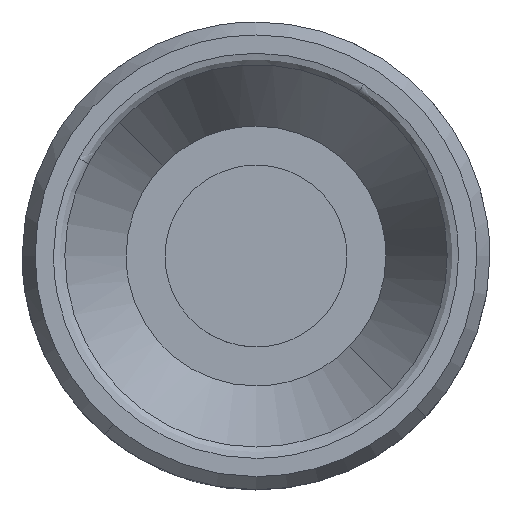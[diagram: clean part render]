
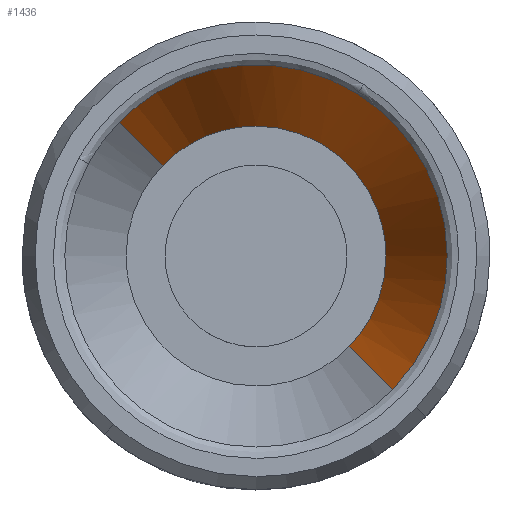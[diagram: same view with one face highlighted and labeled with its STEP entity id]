
A CAD part, top view. The second image highlights one B-rep face of the part: STEP entity #1436.
In plain terms, the highlighted free-form (B-spline) face has degree [2, 1] with [5, 2] control points.
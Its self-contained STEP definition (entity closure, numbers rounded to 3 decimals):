
#1212=CARTESIAN_POINT('',(-3.578,3.492,8.5));
#1213=VERTEX_POINT('',#1212);
#1225=CARTESIAN_POINT('',(-5.265,5.138,12.743));
#1226=VERTEX_POINT('',#1225);
#1227=CARTESIAN_POINT('',(-3.578,3.492,8.5));
#1228=CARTESIAN_POINT('',(-5.265,5.138,12.743));
#1229=QUASI_UNIFORM_CURVE('',1,(#1227,#1228),.UNSPECIFIED.,.F.,.U.);
#1230=EDGE_CURVE('',#1213,#1226,#1229,.T.);
#1274=CARTESIAN_POINT('',(5.265,-5.138,12.743));
#1275=VERTEX_POINT('',#1274);
#1287=CARTESIAN_POINT('',(3.578,-3.492,8.5));
#1288=VERTEX_POINT('',#1287);
#1289=CARTESIAN_POINT('',(3.578,-3.492,8.5));
#1290=CARTESIAN_POINT('',(5.265,-5.138,12.743));
#1291=QUASI_UNIFORM_CURVE('',1,(#1289,#1290),.UNSPECIFIED.,.F.,.U.);
#1292=EDGE_CURVE('',#1288,#1275,#1291,.T.);
#1327=CARTESIAN_POINT('',(3.536,-3.451,8.394));
#1328=CARTESIAN_POINT('',(6.987,0.085,8.394));
#1329=CARTESIAN_POINT('',(3.451,3.536,8.394));
#1330=CARTESIAN_POINT('',(-0.085,6.987,8.394));
#1331=CARTESIAN_POINT('',(-3.536,3.451,8.394));
#1332=CARTESIAN_POINT('',(5.309,-5.181,12.852));
#1333=CARTESIAN_POINT('',(10.489,0.128,12.852));
#1334=CARTESIAN_POINT('',(5.181,5.309,12.852));
#1335=CARTESIAN_POINT('',(-0.128,10.489,12.852));
#1336=CARTESIAN_POINT('',(-5.309,5.181,12.852));
#1344=(BOUNDED_SURFACE()B_SPLINE_SURFACE(2,1,((#1327,#1332),(#1328,#1333),(#1329,#1334),(#1330,#1335),(#1331,#1336)),.UNSPECIFIED.,.F.,.F.,.U.)B_SPLINE_SURFACE_WITH_KNOTS((3,2,3),(2,2),(0.0,12.29,24.58),(0.0,5.099),.UNSPECIFIED.)GEOMETRIC_REPRESENTATION_ITEM()RATIONAL_B_SPLINE_SURFACE(((1.0,1.0),(0.707,0.707),(1.0,1.0),(0.707,0.707),(1.0,1.0)))REPRESENTATION_ITEM('')SURFACE());
#1345=CARTESIAN_POINT('',(0.,5.,8.5));
#1346=VERTEX_POINT('',#1345);
#1347=CARTESIAN_POINT('',(-3.578,3.492,8.5));
#1348=CARTESIAN_POINT('',(-3.441,3.633,8.5));
#1349=CARTESIAN_POINT('',(-3.094,3.948,8.5));
#1350=CARTESIAN_POINT('',(-2.552,4.318,8.5));
#1351=CARTESIAN_POINT('',(-1.919,4.633,8.5));
#1352=CARTESIAN_POINT('',(-1.298,4.846,8.5));
#1353=CARTESIAN_POINT('',(-0.634,4.973,8.5));
#1354=CARTESIAN_POINT('',(-0.208,5.,8.5));
#1355=CARTESIAN_POINT('',(0.,5.,8.5));
#1356=B_SPLINE_CURVE_WITH_KNOTS('',3,(#1347,#1348,#1349,#1350,#1351,#1352,#1353,#1354,#1355),.UNSPECIFIED.,.F.,.U.,(4,1,1,1,1,1,4),(0.,0.592,1.402,1.963,2.711,3.365,3.988),.UNSPECIFIED.);
#1357=EDGE_CURVE('',#1213,#1346,#1356,.T.);
#1358=ORIENTED_EDGE('',*,*,#1357,.T.);
#1359=CARTESIAN_POINT('',(5.0,0.0,8.5));
#1360=VERTEX_POINT('',#1359);
#1361=CARTESIAN_POINT('',(0.,5.,8.5));
#1362=CARTESIAN_POINT('',(0.256,5.,8.5));
#1363=CARTESIAN_POINT('',(0.839,4.955,8.5));
#1364=CARTESIAN_POINT('',(1.605,4.758,8.5));
#1365=CARTESIAN_POINT('',(2.366,4.427,8.5));
#1366=CARTESIAN_POINT('',(2.957,4.055,8.5));
#1367=CARTESIAN_POINT('',(3.571,3.528,8.5));
#1368=CARTESIAN_POINT('',(4.073,2.943,8.5));
#1369=CARTESIAN_POINT('',(4.445,2.317,8.5));
#1370=CARTESIAN_POINT('',(4.7,1.736,8.5));
#1371=CARTESIAN_POINT('',(4.928,1.002,8.5));
#1372=CARTESIAN_POINT('',(5.,0.389,8.5));
#1373=CARTESIAN_POINT('',(5.0,0.0,8.5));
#1374=B_SPLINE_CURVE_WITH_KNOTS('',3,(#1361,#1362,#1363,#1364,#1365,#1366,#1367,#1368,#1369,#1370,#1371,#1372,#1373),.UNSPECIFIED.,.F.,.U.,(4,1,1,1,1,1,1,1,1,1,4),(0.,0.767,1.749,2.362,3.252,3.835,4.786,5.553,6.013,6.688,7.854),.UNSPECIFIED.);
#1375=EDGE_CURVE('',#1346,#1360,#1374,.T.);
#1376=ORIENTED_EDGE('',*,*,#1375,.T.);
#1377=CARTESIAN_POINT('',(5.0,0.0,8.5));
#1378=CARTESIAN_POINT('',(5.,-0.332,8.5));
#1379=CARTESIAN_POINT('',(4.949,-0.846,8.5));
#1380=CARTESIAN_POINT('',(4.746,-1.626,8.5));
#1381=CARTESIAN_POINT('',(4.47,-2.289,8.5));
#1382=CARTESIAN_POINT('',(4.06,-2.949,8.5));
#1383=CARTESIAN_POINT('',(3.747,-3.319,8.5));
#1384=CARTESIAN_POINT('',(3.578,-3.492,8.5));
#1385=B_SPLINE_CURVE_WITH_KNOTS('',3,(#1377,#1378,#1379,#1380,#1381,#1382,#1383,#1384),.UNSPECIFIED.,.F.,.U.,(4,1,1,1,1,4),(0.,0.997,1.54,2.416,3.141,3.866),.UNSPECIFIED.);
#1386=EDGE_CURVE('',#1360,#1288,#1385,.T.);
#1387=ORIENTED_EDGE('',*,*,#1386,.T.);
#1388=ORIENTED_EDGE('',*,*,#1292,.T.);
#1389=CARTESIAN_POINT('',(7.357,0.0,12.743));
#1390=VERTEX_POINT('',#1389);
#1391=CARTESIAN_POINT('',(5.265,-5.138,12.743));
#1392=CARTESIAN_POINT('',(5.534,-4.863,12.743));
#1393=CARTESIAN_POINT('',(5.943,-4.372,12.743));
#1394=CARTESIAN_POINT('',(6.475,-3.532,12.743));
#1395=CARTESIAN_POINT('',(6.875,-2.686,12.743));
#1396=CARTESIAN_POINT('',(7.14,-1.836,12.743));
#1397=CARTESIAN_POINT('',(7.313,-0.948,12.743));
#1398=CARTESIAN_POINT('',(7.357,-0.37,12.743));
#1399=CARTESIAN_POINT('',(7.357,0.0,12.743));
#1400=B_SPLINE_CURVE_WITH_KNOTS('',3,(#1391,#1392,#1393,#1394,#1395,#1396,#1397,#1398,#1399),.UNSPECIFIED.,.F.,.U.,(4,1,1,1,1,1,4),(0.,1.155,1.911,2.978,3.955,4.577,5.688),.UNSPECIFIED.);
#1401=EDGE_CURVE('',#1275,#1390,#1400,.T.);
#1402=ORIENTED_EDGE('',*,*,#1401,.T.);
#1403=CARTESIAN_POINT('',(3.907,6.234,12.743));
#1404=VERTEX_POINT('',#1403);
#1405=CARTESIAN_POINT('',(7.357,0.0,12.743));
#1406=CARTESIAN_POINT('',(7.357,0.504,12.743));
#1407=CARTESIAN_POINT('',(7.261,1.433,12.743));
#1408=CARTESIAN_POINT('',(6.88,2.699,12.743));
#1409=CARTESIAN_POINT('',(6.416,3.64,12.743));
#1410=CARTESIAN_POINT('',(5.871,4.465,12.743));
#1411=CARTESIAN_POINT('',(5.316,5.115,12.743));
#1412=CARTESIAN_POINT('',(4.627,5.741,12.743));
#1413=CARTESIAN_POINT('',(4.17,6.069,12.743));
#1414=CARTESIAN_POINT('',(3.907,6.234,12.743));
#1415=B_SPLINE_CURVE_WITH_KNOTS('',3,(#1405,#1406,#1407,#1408,#1409,#1410,#1411,#1412,#1413,#1414),.UNSPECIFIED.,.F.,.U.,(4,1,1,1,1,1,1,4),(0.,1.511,2.789,3.951,4.648,5.752,6.508,7.437),.UNSPECIFIED.);
#1416=EDGE_CURVE('',#1390,#1404,#1415,.T.);
#1417=ORIENTED_EDGE('',*,*,#1416,.T.);
#1418=CARTESIAN_POINT('',(3.907,6.234,12.743));
#1419=CARTESIAN_POINT('',(3.654,6.393,12.743));
#1420=CARTESIAN_POINT('',(3.013,6.742,12.743));
#1421=CARTESIAN_POINT('',(2.008,7.109,12.743));
#1422=CARTESIAN_POINT('',(0.857,7.335,12.743));
#1423=CARTESIAN_POINT('',(-0.199,7.381,12.743));
#1424=CARTESIAN_POINT('',(-1.184,7.279,12.743));
#1425=CARTESIAN_POINT('',(-2.137,7.064,12.743));
#1426=CARTESIAN_POINT('',(-3.103,6.703,12.743));
#1427=CARTESIAN_POINT('',(-4.217,6.078,12.743));
#1428=CARTESIAN_POINT('',(-4.902,5.511,12.743));
#1429=CARTESIAN_POINT('',(-5.265,5.138,12.743));
#1430=B_SPLINE_CURVE_WITH_KNOTS('',3,(#1418,#1419,#1420,#1421,#1422,#1423,#1424,#1425,#1426,#1427,#1428,#1429),.UNSPECIFIED.,.F.,.U.,(4,1,1,1,1,1,1,1,1,4),(0.,0.897,2.185,3.199,4.408,5.345,6.164,7.334,8.427,9.987),.UNSPECIFIED.);
#1431=EDGE_CURVE('',#1404,#1226,#1430,.T.);
#1432=ORIENTED_EDGE('',*,*,#1431,.T.);
#1433=ORIENTED_EDGE('',*,*,#1230,.F.);
#1434=EDGE_LOOP('',(#1358,#1376,#1387,#1388,#1402,#1417,#1432,#1433));
#1435=FACE_OUTER_BOUND('',#1434,.T.);
#1436=ADVANCED_FACE('',(#1435),#1344,.F.);
